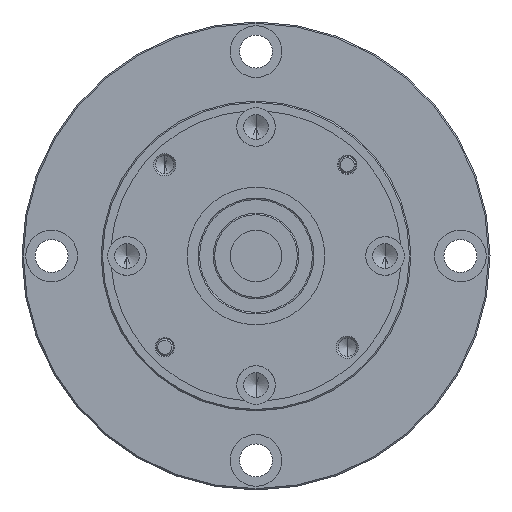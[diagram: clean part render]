
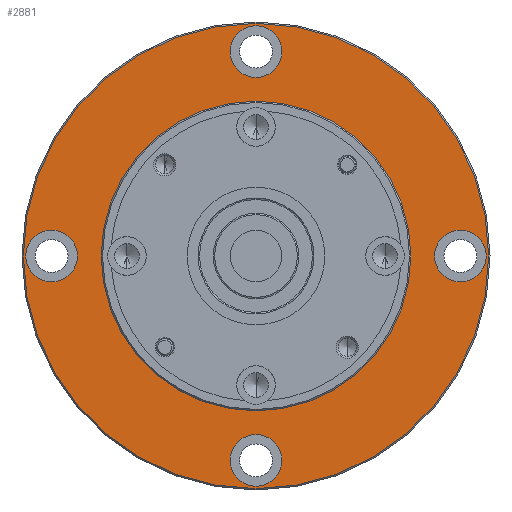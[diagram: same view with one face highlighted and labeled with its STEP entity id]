
A CAD part, left-side view. The second image highlights one B-rep face of the part: STEP entity #2881.
In plain terms, the highlighted planar face has unit normal (-1, 0, 0).
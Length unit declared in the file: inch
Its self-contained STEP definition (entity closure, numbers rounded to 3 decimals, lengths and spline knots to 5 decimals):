
#15 = DIRECTION ( 'NONE',  ( 1., 0., 0. ) ) ;
#33 = AXIS2_PLACEMENT_3D ( 'NONE', #952, #3306, #2848 ) ;
#53 = CARTESIAN_POINT ( 'NONE',  ( -3.99618, 1.06909, 1.84465 ) ) ;
#67 = ORIENTED_EDGE ( 'NONE', *, *, #1020, .T. ) ;
#138 = VERTEX_POINT ( 'NONE', #2971 ) ;
#246 = CARTESIAN_POINT ( 'NONE',  ( -3.99618, 1.06909, 1.28215 ) ) ;
#460 = DIRECTION ( 'NONE',  ( 0., 0., 1. ) ) ;
#570 = FACE_BOUND ( 'NONE', #1725, .T. ) ;
#627 = CIRCLE ( 'NONE', #4890, 0.094 ) ;
#719 = VERTEX_POINT ( 'NONE', #3485 ) ;
#812 = VERTEX_POINT ( 'NONE', #53 ) ;
#818 = CIRCLE ( 'NONE', #33, 0.094 ) ;
#821 = CIRCLE ( 'NONE', #4887, 0.094 ) ;
#863 = CARTESIAN_POINT ( 'NONE',  ( -3.99618, 1.06909, 2.02465 ) ) ;
#872 = ORIENTED_EDGE ( 'NONE', *, *, #3908, .T. ) ;
#881 = CARTESIAN_POINT ( 'NONE',  ( -3.99618, 1.06909, 2.12715 ) ) ;
#887 = EDGE_CURVE ( 'NONE', #3115, #1486, #627, .T. ) ;
#952 = CARTESIAN_POINT ( 'NONE',  ( -3.99618, 1.06909, 0.53965 ) ) ;
#963 = CARTESIAN_POINT ( 'NONE',  ( -3.99618, 0.32659, 1.28215 ) ) ;
#993 = FACE_BOUND ( 'NONE', #3021, .T. ) ;
#1020 = EDGE_CURVE ( 'NONE', #2407, #3065, #1926, .T. ) ;
#1081 = CARTESIAN_POINT ( 'NONE',  ( -3.99618, 1.91909, 1.28215 ) ) ;
#1175 = CARTESIAN_POINT ( 'NONE',  ( -3.99618, 1.06909, 1.28215 ) ) ;
#1272 = DIRECTION ( 'NONE',  ( 0., 0., 1. ) ) ;
#1341 = CIRCLE ( 'NONE', #5422, 0.094 ) ;
#1346 = AXIS2_PLACEMENT_3D ( 'NONE', #5909, #5410, #4433 ) ;
#1429 = EDGE_LOOP ( 'NONE', ( #3794, #3369 ) ) ;
#1448 = VERTEX_POINT ( 'NONE', #1770 ) ;
#1486 = VERTEX_POINT ( 'NONE', #2357 ) ;
#1547 = CIRCLE ( 'NONE', #1346, 0.094 ) ;
#1717 = CARTESIAN_POINT ( 'NONE',  ( -3.99618, 1.06909, 0.53965 ) ) ;
#1725 = EDGE_LOOP ( 'NONE', ( #3606, #3958 ) ) ;
#1770 = CARTESIAN_POINT ( 'NONE',  ( -3.99618, 1.06909, 0.44565 ) ) ;
#1814 = DIRECTION ( 'NONE',  ( -1., 0., 0. ) ) ;
#1818 = EDGE_LOOP ( 'NONE', ( #3175, #4373 ) ) ;
#1864 = ORIENTED_EDGE ( 'NONE', *, *, #4919, .F. ) ;
#1865 = DIRECTION ( 'NONE',  ( -1., 0., 0. ) ) ;
#1926 = CIRCLE ( 'NONE', #5804, 0.845 ) ;
#1927 = PLANE ( 'NONE',  #2744 ) ;
#2029 = CARTESIAN_POINT ( 'NONE',  ( -3.99618, 1.06909, 1.93065 ) ) ;
#2083 = CARTESIAN_POINT ( 'NONE',  ( -3.99618, 1.06909, 0.43715 ) ) ;
#2129 = DIRECTION ( 'NONE',  ( 0., 0., -1. ) ) ;
#2139 = AXIS2_PLACEMENT_3D ( 'NONE', #1717, #2247, #3144 ) ;
#2247 = DIRECTION ( 'NONE',  ( -1., 0., 0. ) ) ;
#2357 = CARTESIAN_POINT ( 'NONE',  ( -3.99618, 0.32659, 1.18815 ) ) ;
#2407 = VERTEX_POINT ( 'NONE', #881 ) ;
#2455 = ORIENTED_EDGE ( 'NONE', *, *, #4504, .T. ) ;
#2488 = VERTEX_POINT ( 'NONE', #2029 ) ;
#2610 = EDGE_CURVE ( 'NONE', #2488, #5551, #5481, .T. ) ;
#2744 = AXIS2_PLACEMENT_3D ( 'NONE', #1081, #3016, #5850 ) ;
#2756 = EDGE_CURVE ( 'NONE', #138, #5679, #3781, .T. ) ;
#2828 = DIRECTION ( 'NONE',  ( 0., 0., 1. ) ) ;
#2829 = DIRECTION ( 'NONE',  ( 0., 0., 1. ) ) ;
#2848 = DIRECTION ( 'NONE',  ( 0., 0., 1. ) ) ;
#2881 = ADVANCED_FACE ( 'NONE', ( #4882, #570, #993, #2982, #4343, #5347 ), #1927, .T. ) ;
#2971 = CARTESIAN_POINT ( 'NONE',  ( -3.99618, 1.81159, 1.18815 ) ) ;
#2976 = CARTESIAN_POINT ( 'NONE',  ( -3.99618, 1.06909, 0.63365 ) ) ;
#2982 = FACE_BOUND ( 'NONE', #1429, .T. ) ;
#2990 = AXIS2_PLACEMENT_3D ( 'NONE', #3963, #5874, #5940 ) ;
#3016 = DIRECTION ( 'NONE',  ( -1., 0., 0. ) ) ;
#3021 = EDGE_LOOP ( 'NONE', ( #4990, #1864 ) ) ;
#3049 = CARTESIAN_POINT ( 'NONE',  ( -3.99618, 0.32659, 1.28215 ) ) ;
#3065 = VERTEX_POINT ( 'NONE', #2083 ) ;
#3115 = VERTEX_POINT ( 'NONE', #4471 ) ;
#3144 = DIRECTION ( 'NONE',  ( 0., 0., 1. ) ) ;
#3175 = ORIENTED_EDGE ( 'NONE', *, *, #887, .F. ) ;
#3289 = CARTESIAN_POINT ( 'NONE',  ( -3.99618, 1.06909, 2.11865 ) ) ;
#3306 = DIRECTION ( 'NONE',  ( -1., 0., 0. ) ) ;
#3369 = ORIENTED_EDGE ( 'NONE', *, *, #2610, .F. ) ;
#3485 = CARTESIAN_POINT ( 'NONE',  ( -3.99618, 1.06909, 0.71965 ) ) ;
#3543 = DIRECTION ( 'NONE',  ( 0., 0., 1. ) ) ;
#3550 = DIRECTION ( 'NONE',  ( 1., 0., 0. ) ) ;
#3606 = ORIENTED_EDGE ( 'NONE', *, *, #5905, .F. ) ;
#3701 = EDGE_LOOP ( 'NONE', ( #2455, #67 ) ) ;
#3728 = CARTESIAN_POINT ( 'NONE',  ( -3.99618, 1.06909, 1.28215 ) ) ;
#3758 = DIRECTION ( 'NONE',  ( 0., 0., 1. ) ) ;
#3781 = CIRCLE ( 'NONE', #4084, 0.094 ) ;
#3794 = ORIENTED_EDGE ( 'NONE', *, *, #5216, .F. ) ;
#3820 = CIRCLE ( 'NONE', #4122, 0.5625 ) ;
#3908 = EDGE_CURVE ( 'NONE', #719, #812, #4064, .T. ) ;
#3958 = ORIENTED_EDGE ( 'NONE', *, *, #2756, .F. ) ;
#3963 = CARTESIAN_POINT ( 'NONE',  ( -3.99618, 1.06909, 1.28215 ) ) ;
#4064 = CIRCLE ( 'NONE', #4856, 0.5625 ) ;
#4084 = AXIS2_PLACEMENT_3D ( 'NONE', #5231, #1814, #3758 ) ;
#4122 = AXIS2_PLACEMENT_3D ( 'NONE', #3728, #15, #5643 ) ;
#4303 = ORIENTED_EDGE ( 'NONE', *, *, #5576, .T. ) ;
#4343 = FACE_OUTER_BOUND ( 'NONE', #3701, .T. ) ;
#4373 = ORIENTED_EDGE ( 'NONE', *, *, #5611, .F. ) ;
#4379 = DIRECTION ( 'NONE',  ( -1., 0., 0. ) ) ;
#4433 = DIRECTION ( 'NONE',  ( 0., 0., 1. ) ) ;
#4443 = VERTEX_POINT ( 'NONE', #2976 ) ;
#4471 = CARTESIAN_POINT ( 'NONE',  ( -3.99618, 0.32659, 1.37615 ) ) ;
#4504 = EDGE_CURVE ( 'NONE', #3065, #2407, #5677, .T. ) ;
#4856 = AXIS2_PLACEMENT_3D ( 'NONE', #246, #3550, #2129 ) ;
#4882 = FACE_BOUND ( 'NONE', #1818, .T. ) ;
#4887 = AXIS2_PLACEMENT_3D ( 'NONE', #863, #4379, #460 ) ;
#4890 = AXIS2_PLACEMENT_3D ( 'NONE', #3049, #5888, #1272 ) ;
#4919 = EDGE_CURVE ( 'NONE', #1448, #4443, #818, .T. ) ;
#4978 = DIRECTION ( 'NONE',  ( -1., 0., 0. ) ) ;
#4990 = ORIENTED_EDGE ( 'NONE', *, *, #5487, .F. ) ;
#5016 = DIRECTION ( 'NONE',  ( -1., 0., 0. ) ) ;
#5077 = CARTESIAN_POINT ( 'NONE',  ( -3.99618, 1.06909, 2.02465 ) ) ;
#5216 = EDGE_CURVE ( 'NONE', #5551, #2488, #821, .T. ) ;
#5231 = CARTESIAN_POINT ( 'NONE',  ( -3.99618, 1.81159, 1.28215 ) ) ;
#5311 = CARTESIAN_POINT ( 'NONE',  ( -3.99618, 1.81159, 1.37615 ) ) ;
#5347 = FACE_BOUND ( 'NONE', #5544, .T. ) ;
#5384 = AXIS2_PLACEMENT_3D ( 'NONE', #5077, #5016, #3543 ) ;
#5410 = DIRECTION ( 'NONE',  ( -1., 0., 0. ) ) ;
#5422 = AXIS2_PLACEMENT_3D ( 'NONE', #963, #1865, #2828 ) ;
#5481 = CIRCLE ( 'NONE', #5384, 0.094 ) ;
#5487 = EDGE_CURVE ( 'NONE', #4443, #1448, #5720, .T. ) ;
#5544 = EDGE_LOOP ( 'NONE', ( #872, #4303 ) ) ;
#5551 = VERTEX_POINT ( 'NONE', #3289 ) ;
#5576 = EDGE_CURVE ( 'NONE', #812, #719, #3820, .T. ) ;
#5611 = EDGE_CURVE ( 'NONE', #1486, #3115, #1341, .T. ) ;
#5643 = DIRECTION ( 'NONE',  ( 0., 0., -1. ) ) ;
#5677 = CIRCLE ( 'NONE', #2990, 0.845 ) ;
#5679 = VERTEX_POINT ( 'NONE', #5311 ) ;
#5720 = CIRCLE ( 'NONE', #2139, 0.094 ) ;
#5804 = AXIS2_PLACEMENT_3D ( 'NONE', #1175, #4978, #2829 ) ;
#5850 = DIRECTION ( 'NONE',  ( 0., 0., 1. ) ) ;
#5874 = DIRECTION ( 'NONE',  ( -1., 0., 0. ) ) ;
#5888 = DIRECTION ( 'NONE',  ( -1., 0., 0. ) ) ;
#5905 = EDGE_CURVE ( 'NONE', #5679, #138, #1547, .T. ) ;
#5909 = CARTESIAN_POINT ( 'NONE',  ( -3.99618, 1.81159, 1.28215 ) ) ;
#5940 = DIRECTION ( 'NONE',  ( 0., 0., 1. ) ) ;
